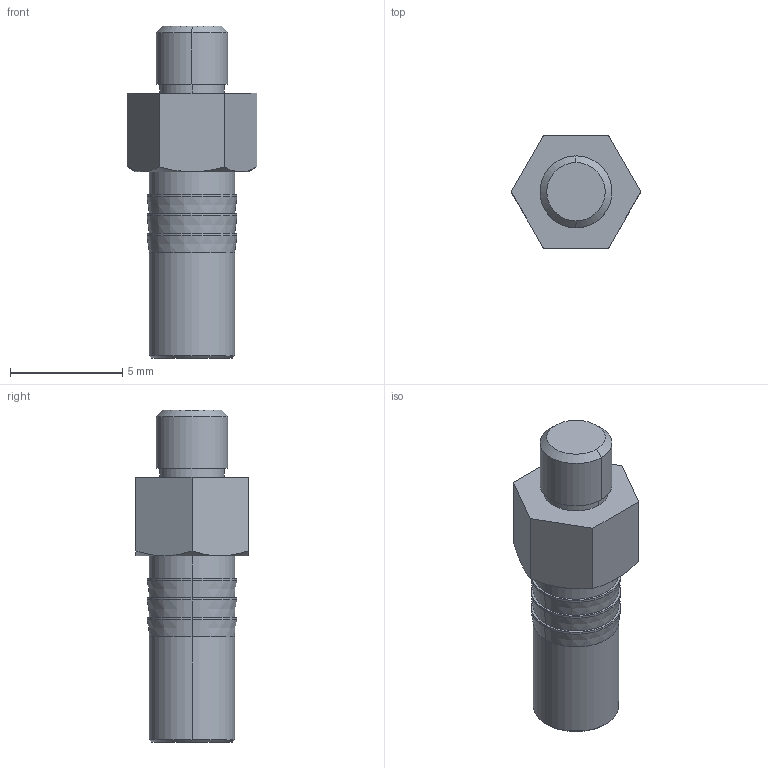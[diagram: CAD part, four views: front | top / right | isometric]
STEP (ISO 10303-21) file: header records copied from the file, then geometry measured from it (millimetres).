
FILE_DESCRIPTION((''),'2;1');
FILE_NAME('00112060104','2019-10-24T',('presta_be4'),(''),'CREO PARAMETRIC BY PTC INC, 2018360','CREO PARAMETRIC BY PTC INC, 2018360','');
FILE_SCHEMA(('CONFIG_CONTROL_DESIGN'));
Length unit declared in the file: millimetre
Products named in the file (1): 00112060104
Bounding box: 5.78 x 5.01 x 14.81 mm (x, y, z)
Volume: 148.3 mm3; surface area: 390.3 mm2
Topology: 1 solids, 2 shells, 117 faces, 294 edges, 191 vertices
Faces by surface type: plane 53, cylinder 36, cone 28
Entity records: 3872 total; most frequent: CARTESIAN_POINT 952, DIRECTION 628, ORIENTED_EDGE 584, EDGE_CURVE 292, AXIS2_PLACEMENT_3D 243, VERTEX_POINT 191, VECTOR 142, LINE 142
